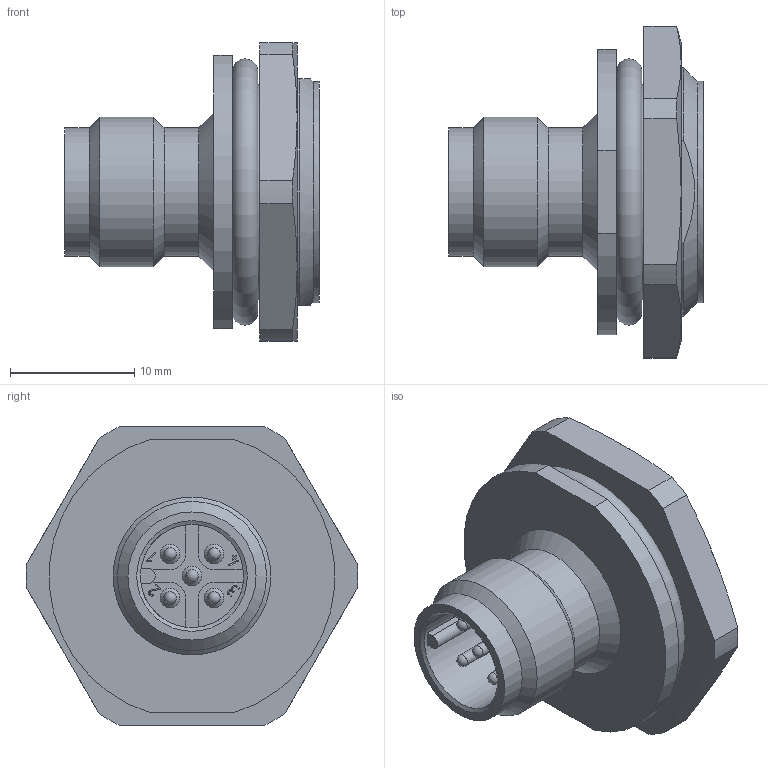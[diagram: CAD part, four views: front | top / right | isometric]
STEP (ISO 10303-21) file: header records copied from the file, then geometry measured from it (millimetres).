
FILE_DESCRIPTION(/* description */ (''),/* implementation_level */ '2;1');
FILE_NAME(/* name */ '09-0449-387-05-001_01.stp',/* time_stamp */ '2013-10-28T10:28:26+01:00',/* author */ (''),/* organization */ (''),/* preprocessor_version */ 'ST-DEVELOPER v14',/* originating_system */ 'SIEMENS PLM Software NX 8.0',/* authorisation */ '');
FILE_SCHEMA (('AUTOMOTIVE_DESIGN { 1 0 10303 214 3 1 1 1 }'));
Length unit declared in the file: millimetre
Products named in the file (1): cerl13BC8CBFdbq4
Bounding box: 20.5 x 26.69 x 24 mm (x, y, z)
Volume: 3154.6 mm3; surface area: 3282.1 mm2
Topology: 1 solids, 2 shells, 242 faces, 657 edges, 428 vertices
Faces by surface type: plane 91, extrusion 60, cylinder 55, cone 27, sphere 5, torus 4
Full cylindrical faces by diameter (mm): 1 x5, 1.1 x5, 1.5 x5, 8.3 x1, 10.3 x2, 12 x1, 13.2 x1, 15.2 x1, 17.3 x2, 17.8 x1
Entity records: 8169 total; most frequent: CARTESIAN_POINT 2828, ORIENTED_EDGE 1114, DIRECTION 906, EDGE_CURVE 557, VERTEX_POINT 392, EDGE_LOOP 316, AXIS2_PLACEMENT_3D 315, VECTOR 276
